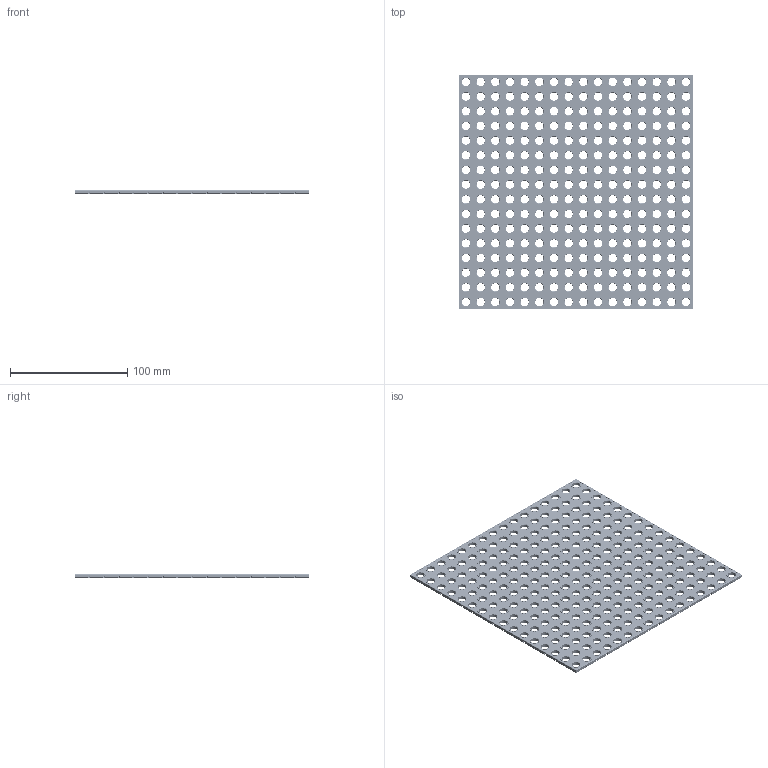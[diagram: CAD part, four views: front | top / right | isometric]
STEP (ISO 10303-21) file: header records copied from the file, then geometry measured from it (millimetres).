
FILE_DESCRIPTION(('FreeCAD Model'),'2;1');
FILE_NAME('Open CASCADE Shape Model','2024-02-25T16:50:45',(''),(''), 'Open CASCADE STEP processor 7.6','FreeCAD','Unknown');
FILE_SCHEMA(('AUTOMOTIVE_DESIGN { 1 0 10303 214 1 1 1 1 }'));
Products named in the file (1): Plate SQR CRNS BU16x00.25 - SPN-PLT-0075 (stemfie.org)
Bounding box: 200 x 200 x 3.12 mm (x, y, z)
Volume: 87284.6 mm3; surface area: 81699.1 mm2
Topology: 1 solids, 1 shells, 2756 faces, 6878 edges, 4412 vertices
Faces by surface type: plane 1178, cylinder 932, cone 512, extrusion 134
Full cylindrical faces by diameter (mm): 7 x256, 9.2 x256
Entity records: 174556 total; most frequent: CARTESIAN_POINT 33885, DIRECTION 26664, VECTOR 15314, LINE 15180, ORIENTED_EDGE 13756, PCURVE 13756, DEFINITIONAL_REPRESENTATION 13756, EDGE_CURVE 6878
